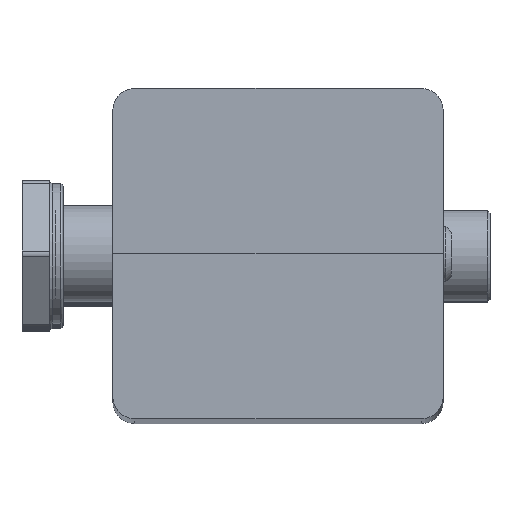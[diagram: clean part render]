
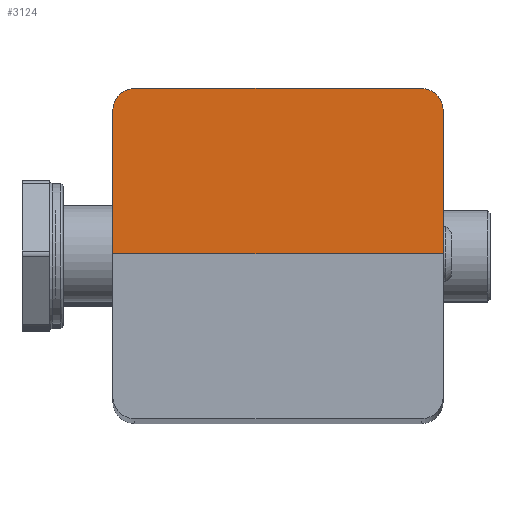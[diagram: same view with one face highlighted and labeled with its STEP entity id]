
A CAD part, top view. The second image highlights one B-rep face of the part: STEP entity #3124.
In plain terms, the highlighted face is planar.
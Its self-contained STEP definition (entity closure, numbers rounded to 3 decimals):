
#254=LINE('',#5174,#464);
#265=LINE('',#5208,#475);
#327=LINE('',#5377,#537);
#329=LINE('',#5383,#539);
#464=VECTOR('',#4275,52.);
#475=VECTOR('',#4306,120.);
#537=VECTOR('',#4474,104.);
#539=VECTOR('',#4482,52.);
#645=PLANE('',#3507);
#1004=FACE_OUTER_BOUND('',#1290,.T.);
#1290=EDGE_LOOP('',(#2913,#2914,#2915,#2916,#2917,#2918));
#1467=CIRCLE('',#3501,8.);
#1468=CIRCLE('',#3504,8.);
#1685=VERTEX_POINT('',#5171);
#1686=VERTEX_POINT('',#5173);
#1699=VERTEX_POINT('',#5207);
#1752=VERTEX_POINT('',#5371);
#1753=VERTEX_POINT('',#5375);
#1754=VERTEX_POINT('',#5379);
#2036=EDGE_CURVE('',#1685,#1686,#254,.T.);
#2053=EDGE_CURVE('',#1686,#1699,#265,.T.);
#2136=EDGE_CURVE('',#1752,#1685,#1467,.T.);
#2138=EDGE_CURVE('',#1753,#1752,#327,.T.);
#2140=EDGE_CURVE('',#1754,#1753,#1468,.T.);
#2141=EDGE_CURVE('',#1699,#1754,#329,.T.);
#2913=ORIENTED_EDGE('',*,*,#2053,.F.);
#2914=ORIENTED_EDGE('',*,*,#2036,.F.);
#2915=ORIENTED_EDGE('',*,*,#2136,.F.);
#2916=ORIENTED_EDGE('',*,*,#2138,.F.);
#2917=ORIENTED_EDGE('',*,*,#2140,.F.);
#2918=ORIENTED_EDGE('',*,*,#2141,.F.);
#3124=ADVANCED_FACE('',(#1004),#645,.F.);
#3501=AXIS2_PLACEMENT_3D('',#5373,#4469,#4470);
#3504=AXIS2_PLACEMENT_3D('',#5381,#4478,#4479);
#3507=AXIS2_PLACEMENT_3D('',#5386,#4486,#4487);
#4275=DIRECTION('',(0.,1.,0.));
#4306=DIRECTION('',(-1.,0.,0.));
#4469=DIRECTION('center_axis',(0.,0.,1.));
#4470=DIRECTION('ref_axis',(0.,1.,0.));
#4474=DIRECTION('',(1.,0.,0.));
#4478=DIRECTION('center_axis',(0.,0.,1.));
#4479=DIRECTION('ref_axis',(1.,0.,0.));
#4482=DIRECTION('',(0.,-1.,0.));
#4486=DIRECTION('center_axis',(0.,0.,1.));
#4487=DIRECTION('ref_axis',(1.,0.,0.));
#5171=CARTESIAN_POINT('',(60.,-52.,-502.5));
#5173=CARTESIAN_POINT('',(60.,0.,-502.5));
#5174=CARTESIAN_POINT('',(60.,0.,-502.5));
#5207=CARTESIAN_POINT('',(-60.,0.,-502.5));
#5208=CARTESIAN_POINT('',(-60.,0.,-502.5));
#5371=CARTESIAN_POINT('',(52.,-60.,-502.5));
#5373=CARTESIAN_POINT('Origin',(52.,-52.,-502.5));
#5375=CARTESIAN_POINT('',(-52.,-60.,-502.5));
#5377=CARTESIAN_POINT('',(52.,-60.,-502.5));
#5379=CARTESIAN_POINT('',(-60.,-52.,-502.5));
#5381=CARTESIAN_POINT('Origin',(-52.,-52.,-502.5));
#5383=CARTESIAN_POINT('',(-60.,-52.,-502.5));
#5386=CARTESIAN_POINT('Origin',(0.,-28.889,
-502.5));
